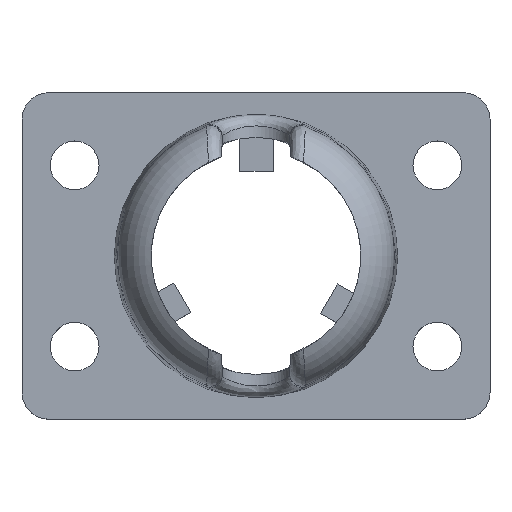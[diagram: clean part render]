
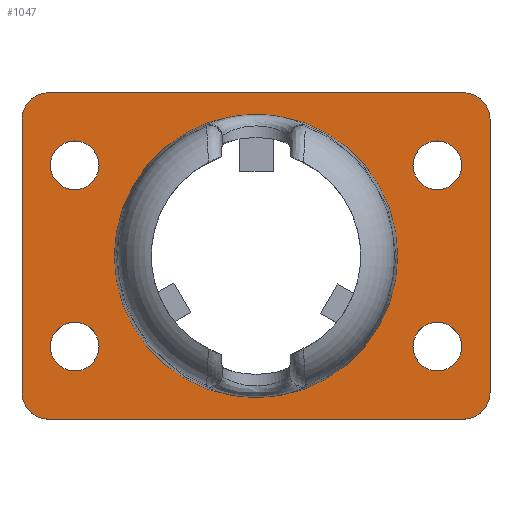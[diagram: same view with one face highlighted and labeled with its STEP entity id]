
A CAD part, top view. The second image highlights one B-rep face of the part: STEP entity #1047.
In plain terms, the highlighted planar face has unit normal (0, 0, 1).
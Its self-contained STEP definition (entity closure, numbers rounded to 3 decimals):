
#51=FACE_BOUND('',#350,.T.);
#52=FACE_BOUND('',#351,.T.);
#53=FACE_BOUND('',#352,.T.);
#54=FACE_BOUND('',#353,.T.);
#55=FACE_BOUND('',#354,.T.);
#126=LINE('',#1645,#176);
#131=LINE('',#1660,#181);
#148=LINE('',#2526,#198);
#149=LINE('',#2527,#199);
#176=VECTOR('',#1237,36.65);
#181=VECTOR('',#1250,36.65);
#198=VECTOR('',#1371,24.15);
#199=VECTOR('',#1372,24.15);
#224=PLANE('',#1140);
#279=FACE_OUTER_BOUND('',#349,.T.);
#349=EDGE_LOOP('',(#959,#960,#961,#962,#963,#964,#965,#966));
#350=EDGE_LOOP('',(#967));
#351=EDGE_LOOP('',(#968));
#352=EDGE_LOOP('',(#969));
#353=EDGE_LOOP('',(#970));
#354=EDGE_LOOP('',(#971));
#378=CIRCLE('',#1080,2.325);
#380=CIRCLE('',#1083,2.325);
#382=CIRCLE('',#1087,2.325);
#384=CIRCLE('',#1091,2.325);
#391=CIRCLE('',#1100,12.5);
#407=CIRCLE('',#1141,2.15);
#408=CIRCLE('',#1142,2.15);
#409=CIRCLE('',#1143,2.15);
#410=CIRCLE('',#1144,2.15);
#477=VERTEX_POINT('',#1629);
#478=VERTEX_POINT('',#1631);
#481=VERTEX_POINT('',#1638);
#482=VERTEX_POINT('',#1640);
#485=VERTEX_POINT('',#1650);
#486=VERTEX_POINT('',#1652);
#488=VERTEX_POINT('',#1658);
#490=VERTEX_POINT('',#1664);
#507=VERTEX_POINT('',#2077);
#528=VERTEX_POINT('',#2528);
#529=VERTEX_POINT('',#2530);
#530=VERTEX_POINT('',#2532);
#531=VERTEX_POINT('',#2534);
#591=EDGE_CURVE('',#478,#477,#378,.T.);
#595=EDGE_CURVE('',#482,#481,#380,.T.);
#598=EDGE_CURVE('',#477,#482,#126,.T.);
#601=EDGE_CURVE('',#486,#485,#382,.T.);
#605=EDGE_CURVE('',#485,#488,#131,.T.);
#608=EDGE_CURVE('',#488,#490,#384,.T.);
#632=EDGE_CURVE('',#507,#507,#391,.T.);
#678=EDGE_CURVE('',#481,#486,#148,.T.);
#679=EDGE_CURVE('',#490,#478,#149,.T.);
#680=EDGE_CURVE('',#528,#528,#407,.T.);
#681=EDGE_CURVE('',#529,#529,#408,.T.);
#682=EDGE_CURVE('',#530,#530,#409,.T.);
#683=EDGE_CURVE('',#531,#531,#410,.T.);
#959=ORIENTED_EDGE('',*,*,#678,.T.);
#960=ORIENTED_EDGE('',*,*,#601,.T.);
#961=ORIENTED_EDGE('',*,*,#605,.T.);
#962=ORIENTED_EDGE('',*,*,#608,.T.);
#963=ORIENTED_EDGE('',*,*,#679,.T.);
#964=ORIENTED_EDGE('',*,*,#591,.T.);
#965=ORIENTED_EDGE('',*,*,#598,.T.);
#966=ORIENTED_EDGE('',*,*,#595,.T.);
#967=ORIENTED_EDGE('',*,*,#632,.T.);
#968=ORIENTED_EDGE('',*,*,#680,.T.);
#969=ORIENTED_EDGE('',*,*,#681,.T.);
#970=ORIENTED_EDGE('',*,*,#682,.T.);
#971=ORIENTED_EDGE('',*,*,#683,.T.);
#1047=ADVANCED_FACE('',(#279,#51,#52,#53,#54,#55),#224,.T.);
#1080=AXIS2_PLACEMENT_3D('',#1632,#1223,#1224);
#1083=AXIS2_PLACEMENT_3D('',#1641,#1231,#1232);
#1087=AXIS2_PLACEMENT_3D('',#1653,#1243,#1244);
#1091=AXIS2_PLACEMENT_3D('',#1666,#1256,#1257);
#1100=AXIS2_PLACEMENT_3D('',#2078,#1274,#1275);
#1140=AXIS2_PLACEMENT_3D('',#2525,#1369,#1370);
#1141=AXIS2_PLACEMENT_3D('',#2529,#1373,#1374);
#1142=AXIS2_PLACEMENT_3D('',#2531,#1375,#1376);
#1143=AXIS2_PLACEMENT_3D('',#2533,#1377,#1378);
#1144=AXIS2_PLACEMENT_3D('',#2535,#1379,#1380);
#1223=DIRECTION('center_axis',(0.,0.,1.));
#1224=DIRECTION('ref_axis',(0.,-1.,0.));
#1231=DIRECTION('center_axis',(0.,0.,1.));
#1232=DIRECTION('ref_axis',(1.,0.,0.));
#1237=DIRECTION('',(-1.,0.,0.));
#1243=DIRECTION('center_axis',(0.,0.,1.));
#1244=DIRECTION('ref_axis',(0.,1.,0.));
#1250=DIRECTION('',(1.,0.,0.));
#1256=DIRECTION('center_axis',(0.,0.,1.));
#1257=DIRECTION('ref_axis',(-1.,0.,0.));
#1274=DIRECTION('center_axis',(0.,0.,-1.));
#1275=DIRECTION('ref_axis',(-1.,0.,0.));
#1369=DIRECTION('center_axis',(0.,0.,1.));
#1370=DIRECTION('ref_axis',(1.,0.,0.));
#1371=DIRECTION('',(0.,-1.,0.));
#1372=DIRECTION('',(0.,1.,0.));
#1373=DIRECTION('center_axis',(0.,0.,-1.));
#1374=DIRECTION('ref_axis',(-1.,0.,0.));
#1375=DIRECTION('center_axis',(0.,0.,-1.));
#1376=DIRECTION('ref_axis',(-1.,0.,0.));
#1377=DIRECTION('center_axis',(0.,0.,-1.));
#1378=DIRECTION('ref_axis',(-1.,0.,0.));
#1379=DIRECTION('center_axis',(0.,0.,-1.));
#1380=DIRECTION('ref_axis',(-1.,0.,0.));
#1629=CARTESIAN_POINT('',(38.975,27.05,0.));
#1631=CARTESIAN_POINT('',(41.3,24.725,0.));
#1632=CARTESIAN_POINT('Origin',(38.975,24.725,0.));
#1638=CARTESIAN_POINT('',(0.,24.725,0.));
#1640=CARTESIAN_POINT('',(2.325,27.05,0.));
#1641=CARTESIAN_POINT('Origin',(2.325,24.725,0.));
#1645=CARTESIAN_POINT('',(38.975,27.05,0.));
#1650=CARTESIAN_POINT('',(2.325,-1.75,0.));
#1652=CARTESIAN_POINT('',(0.,0.575,0.));
#1653=CARTESIAN_POINT('Origin',(2.325,0.575,0.));
#1658=CARTESIAN_POINT('',(38.975,-1.75,0.));
#1660=CARTESIAN_POINT('',(2.325,-1.75,0.));
#1664=CARTESIAN_POINT('',(41.3,0.575,0.));
#1666=CARTESIAN_POINT('Origin',(38.975,0.575,0.));
#2077=CARTESIAN_POINT('',(8.15,12.65,0.));
#2078=CARTESIAN_POINT('Origin',(20.65,12.65,0.));
#2525=CARTESIAN_POINT('Origin',(20.65,12.65,0.));
#2526=CARTESIAN_POINT('',(0.,24.725,0.));
#2527=CARTESIAN_POINT('',(41.3,0.575,0.));
#2528=CARTESIAN_POINT('',(38.8,20.65,0.));
#2529=CARTESIAN_POINT('Origin',(36.65,20.65,0.));
#2530=CARTESIAN_POINT('',(6.8,20.65,0.));
#2531=CARTESIAN_POINT('Origin',(4.65,20.65,0.));
#2532=CARTESIAN_POINT('',(38.8,4.65,0.));
#2533=CARTESIAN_POINT('Origin',(36.65,4.65,0.));
#2534=CARTESIAN_POINT('',(6.8,4.65,0.));
#2535=CARTESIAN_POINT('Origin',(4.65,4.65,0.));
